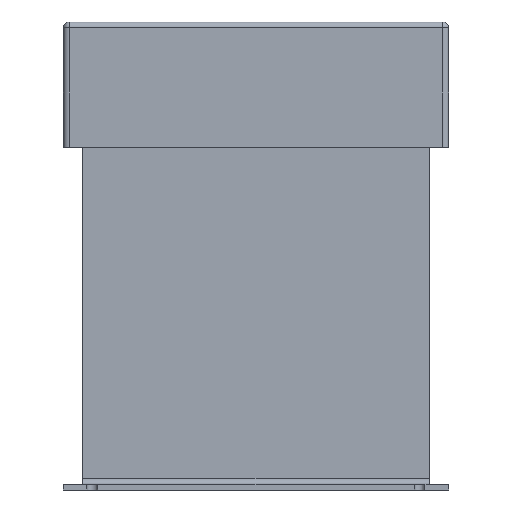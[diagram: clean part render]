
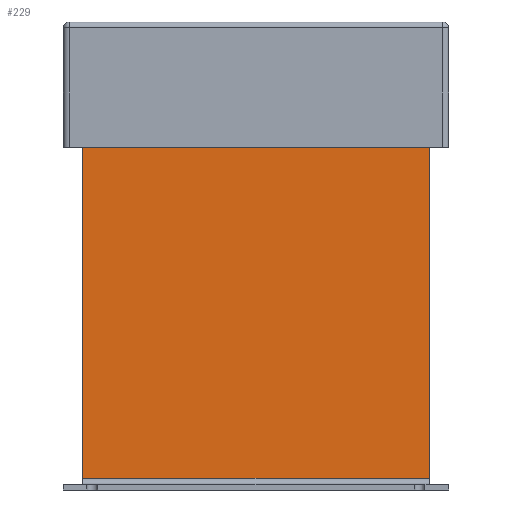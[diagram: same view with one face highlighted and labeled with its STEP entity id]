
A CAD part, left-side view. The second image highlights one B-rep face of the part: STEP entity #229.
In plain terms, the highlighted planar face has unit normal (-1, 0, 0).
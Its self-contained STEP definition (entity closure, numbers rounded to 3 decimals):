
#229=ADVANCED_FACE('',(#1812),#1814,.T.);
#1812=FACE_BOUND('',#1813,.T.);
#1813=EDGE_LOOP('',(#3094,#3095,#3096,#3097));
#1814=PLANE('',#1815);
#1815=AXIS2_PLACEMENT_3D('',#1816,#1817,#1818);
#1816=CARTESIAN_POINT('',(16.,0.,0.));
#1817=DIRECTION('',(-1.,0.,0.));
#1818=DIRECTION('',(0.,0.,-1.));
#3094=ORIENTED_EDGE('',*,*,#3990,.T.);
#3095=ORIENTED_EDGE('',*,*,#3991,.T.);
#3096=ORIENTED_EDGE('',*,*,#3964,.T.);
#3097=ORIENTED_EDGE('',*,*,#3992,.T.);
#3964=EDGE_CURVE('',#4464,#4465,#4466,.T.);
#3990=EDGE_CURVE('',#4508,#4509,#4510,.T.);
#3991=EDGE_CURVE('',#4509,#4464,#4511,.T.);
#3992=EDGE_CURVE('',#4465,#4508,#4512,.T.);
#4464=VERTEX_POINT('',#5429);
#4465=VERTEX_POINT('',#5430);
#4466=LINE('',#5431,#5432);
#4508=VERTEX_POINT('',#5574);
#4509=VERTEX_POINT('',#5575);
#4510=LINE('',#5576,#5577);
#4511=LINE('',#5579,#5580);
#4512=LINE('',#5582,#5583);
#5429=CARTESIAN_POINT('',(16.,10.,178.));
#5430=CARTESIAN_POINT('',(16.,190.,178.));
#5431=CARTESIAN_POINT('',(16.,10.,178.));
#5432=VECTOR('',#5433,1.);
#5433=DIRECTION('',(0.,1.,0.));
#5574=CARTESIAN_POINT('',(16.,190.,6.));
#5575=CARTESIAN_POINT('',(16.,10.,6.));
#5576=CARTESIAN_POINT('',(16.,190.,6.));
#5577=VECTOR('',#5578,1.);
#5578=DIRECTION('',(0.,-1.,0.));
#5579=CARTESIAN_POINT('',(16.,10.,6.));
#5580=VECTOR('',#5581,1.);
#5581=DIRECTION('',(0.,0.,1.));
#5582=CARTESIAN_POINT('',(16.,190.,178.));
#5583=VECTOR('',#5584,1.);
#5584=DIRECTION('',(0.,0.,-1.));
